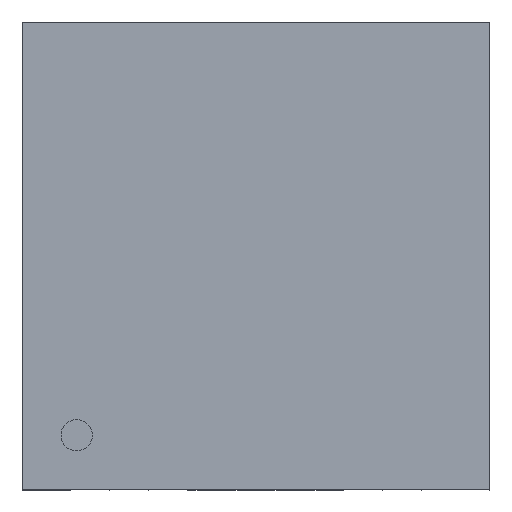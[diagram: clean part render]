
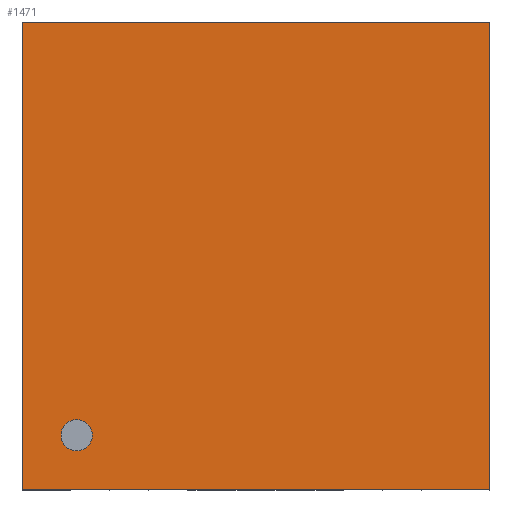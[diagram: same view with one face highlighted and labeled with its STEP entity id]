
A CAD part, top view. The second image highlights one B-rep face of the part: STEP entity #1471.
In plain terms, the highlighted face is planar.
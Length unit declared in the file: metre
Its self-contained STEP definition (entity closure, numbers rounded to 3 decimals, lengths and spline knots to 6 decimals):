
#1471=ADVANCED_FACE('9:520',(#1960,#1961),#1962,.T.);
#1960=FACE_OUTER_BOUND('',#2866,.T.);
#1961=FACE_BOUND('',#2867,.T.);
#1962=PLANE('',#2868);
#2866=EDGE_LOOP('',(#3938,#3939,#3940,#3941));
#2867=EDGE_LOOP('',(#3942,#3943));
#2868=AXIS2_PLACEMENT_3D('',#3944,#3945,#3946);
#3701=EDGE_CURVE('9:1030',#7014,#7017,#7018,.T.);
#3706=EDGE_CURVE('9:1030',#7017,#7014,#7024,.T.);
#3938=ORIENTED_EDGE('',*,*,#7088,.T.);
#3939=ORIENTED_EDGE('',*,*,#7132,.T.);
#3940=ORIENTED_EDGE('',*,*,#7175,.T.);
#3941=ORIENTED_EDGE('',*,*,#7217,.T.);
#3942=ORIENTED_EDGE('',*,*,#3701,.F.);
#3943=ORIENTED_EDGE('',*,*,#3706,.F.);
#3944=CARTESIAN_POINT('',(0.003,0.0008,0.003));
#3945=DIRECTION('',(-0.0,1.0,0.0));
#3946=DIRECTION('',(1.0,0.0,0.0));
#7014=VERTEX_POINT('NONE',#8071);
#7017=VERTEX_POINT('',#8075);
#7018=CIRCLE('',#8076,0.0002);
#7024=CIRCLE('',#8083,0.0002);
#7088=EDGE_CURVE('9:1093',#8168,#8166,#8169,.T.);
#7132=EDGE_CURVE('9:1225',#8166,#8254,#8256,.T.);
#7175=EDGE_CURVE('9:1354',#8254,#8339,#8341,.T.);
#7217=EDGE_CURVE('9:1480',#8339,#8168,#8423,.T.);
#8071=CARTESIAN_POINT('',(-0.0023,0.0008,0.0025));
#8075=CARTESIAN_POINT('',(-0.0023,0.0008,0.0021));
#8076=AXIS2_PLACEMENT_3D('',#9798,#9799,#9800);
#8083=AXIS2_PLACEMENT_3D('',#9808,#9809,#9810);
#8166=VERTEX_POINT('NONE',#9869);
#8168=VERTEX_POINT('NONE',#9872);
#8169=LINE('',#9873,#9874);
#8254=VERTEX_POINT('NONE',#10001);
#8256=LINE('',#10004,#10005);
#8339=VERTEX_POINT('NONE',#10129);
#8341=LINE('',#10132,#10133);
#8423=LINE('',#10256,#10257);
#9798=CARTESIAN_POINT('',(-0.0023,0.0008,0.0023));
#9799=DIRECTION('',(0.0,1.0,0.0));
#9800=DIRECTION('',(0.0,0.0,1.0));
#9808=CARTESIAN_POINT('',(-0.0023,0.0008,0.0023));
#9809=DIRECTION('',(0.0,1.0,0.0));
#9810=DIRECTION('',(0.0,0.0,1.0));
#9869=CARTESIAN_POINT('',(0.003,0.0008,-0.003));
#9872=CARTESIAN_POINT('',(0.003,0.0008,0.003));
#9873=CARTESIAN_POINT('',(0.003,0.0008,-0.003));
#9874=VECTOR('',#12503,1.0);
#10001=CARTESIAN_POINT('',(-0.003,0.0008,-0.003));
#10004=CARTESIAN_POINT('',(-0.003,0.0008,-0.003));
#10005=VECTOR('',#12547,1.0);
#10129=CARTESIAN_POINT('',(-0.003,0.0008,0.003));
#10132=CARTESIAN_POINT('',(-0.003,0.0008,-0.003));
#10133=VECTOR('',#12590,1.0);
#10256=CARTESIAN_POINT('',(-0.003,0.0008,0.003));
#10257=VECTOR('',#12632,1.0);
#12503=DIRECTION('',(-0.0,-0.0,-1.0));
#12547=DIRECTION('',(-1.0,-0.0,-0.0));
#12590=DIRECTION('',(0.,0.0,1.0));
#12632=DIRECTION('',(1.0,0.0,0.0));
